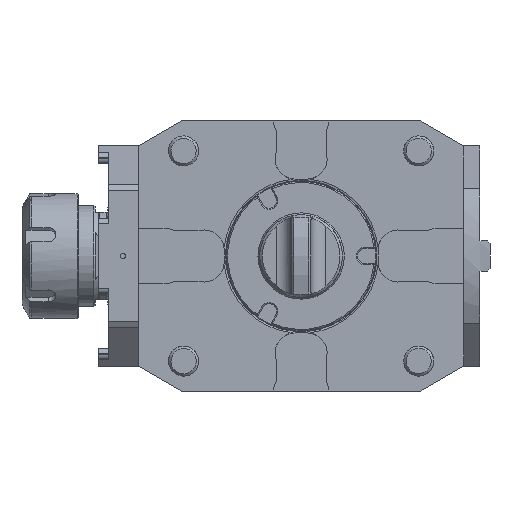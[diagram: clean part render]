
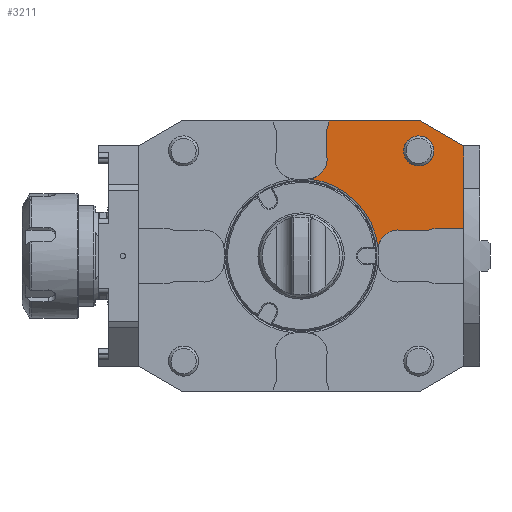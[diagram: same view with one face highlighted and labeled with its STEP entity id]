
A CAD part, front view. The second image highlights one B-rep face of the part: STEP entity #3211.
In plain terms, the highlighted planar face has unit normal (0, -1, 0).
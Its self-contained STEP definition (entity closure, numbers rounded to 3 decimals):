
#522 = PLANE ( 'NONE',  #16645 ) ;
#709 = ORIENTED_EDGE ( 'NONE', *, *, #28593, .F. ) ;
#974 = FACE_OUTER_BOUND ( 'NONE', #18588, .T. ) ;
#1265 = LINE ( 'NONE', #10763, #33036 ) ;
#1765 = ORIENTED_EDGE ( 'NONE', *, *, #7955, .F. ) ;
#1998 = CIRCLE ( 'NONE', #7027, 6. ) ;
#2041 = VERTEX_POINT ( 'NONE', #26861 ) ;
#2586 = CARTESIAN_POINT ( 'NONE',  ( 65., 43., 44. ) ) ;
#3040 = CIRCLE ( 'NONE', #28245, 8. ) ;
#3211 = ADVANCED_FACE ( 'Defeature completata1_17', ( #31536, #974 ), #522, .F. ) ;
#3253 = CIRCLE ( 'NONE', #28560, 8. ) ;
#3382 = ORIENTED_EDGE ( 'NONE', *, *, #44635, .T. ) ;
#3497 = EDGE_CURVE ( 'NONE', #42613, #40634, #4966, .T. ) ;
#4457 = AXIS2_PLACEMENT_3D ( 'NONE', #24262, #9962, #10857 ) ;
#4966 = LINE ( 'NONE', #5788, #13092 ) ;
#5408 = ORIENTED_EDGE ( 'NONE', *, *, #43908, .F. ) ;
#5634 = DIRECTION ( 'NONE',  ( 0., 0., 1. ) ) ;
#5729 = CARTESIAN_POINT ( 'NONE',  ( 3.166, 43., 30.787 ) ) ;
#5788 = CARTESIAN_POINT ( 'NONE',  ( 54., 43., 11. ) ) ;
#6887 = CARTESIAN_POINT ( 'NONE',  ( 134.603, 43., 3.815 ) ) ;
#7027 = AXIS2_PLACEMENT_3D ( 'NONE', #8685, #29503, #18444 ) ;
#7274 = CARTESIAN_POINT ( 'NONE',  ( 30.787, 43., 3.166 ) ) ;
#7319 = DIRECTION ( 'NONE',  ( 0., 0., 1. ) ) ;
#7955 = EDGE_CURVE ( 'NONE', #2041, #32663, #3253, .T. ) ;
#8315 = DIRECTION ( 'NONE',  ( 0., 0., -1. ) ) ;
#8685 = CARTESIAN_POINT ( 'NONE',  ( 47., 43., 42. ) ) ;
#8985 = CARTESIAN_POINT ( 'NONE',  ( 38.75, 43., 2.4 ) ) ;
#9047 = VERTEX_POINT ( 'NONE', #21164 ) ;
#9089 = VERTEX_POINT ( 'NONE', #14363 ) ;
#9962 = DIRECTION ( 'NONE',  ( 0., -1., 0. ) ) ;
#10256 = EDGE_CURVE ( 'NONE', #16370, #16370, #1998, .T. ) ;
#10763 = CARTESIAN_POINT ( 'NONE',  ( 65., 43., 54. ) ) ;
#10857 = DIRECTION ( 'NONE',  ( 0., 0., -1. ) ) ;
#11019 = VERTEX_POINT ( 'NONE', #5729 ) ;
#11835 = EDGE_CURVE ( 'NONE', #41767, #40634, #1265, .T. ) ;
#12135 = CARTESIAN_POINT ( 'NONE',  ( 10., 43., 50.127 ) ) ;
#12220 = CARTESIAN_POINT ( 'NONE',  ( 0., 43., 0. ) ) ;
#12697 = DIRECTION ( 'NONE',  ( 0., 1., 0. ) ) ;
#12938 = CARTESIAN_POINT ( 'NONE',  ( 50.127, 43., 10. ) ) ;
#13051 = ORIENTED_EDGE ( 'NONE', *, *, #3497, .T. ) ;
#13053 = CARTESIAN_POINT ( 'NONE',  ( 65., 43., 11. ) ) ;
#13092 = VECTOR ( 'NONE', #42261, 1000. ) ;
#13851 = CIRCLE ( 'NONE', #34088, 30.949 ) ;
#14363 = CARTESIAN_POINT ( 'NONE',  ( 47.679, 43., 54. ) ) ;
#16320 = DIRECTION ( 'NONE',  ( 0., 0., 1. ) ) ;
#16370 = VERTEX_POINT ( 'NONE', #23846 ) ;
#16533 = CARTESIAN_POINT ( 'NONE',  ( 3., 43., 54. ) ) ;
#16645 = AXIS2_PLACEMENT_3D ( 'NONE', #35138, #22699, #22026 ) ;
#17314 = LINE ( 'NONE', #30912, #29649 ) ;
#17992 = CARTESIAN_POINT ( 'NONE',  ( 54., 43., 11. ) ) ;
#18241 = ORIENTED_EDGE ( 'NONE', *, *, #10256, .T. ) ;
#18444 = DIRECTION ( 'NONE',  ( 0., 0., 1. ) ) ;
#18569 = DIRECTION ( 'NONE',  ( 0., 1., 0. ) ) ;
#18588 = EDGE_LOOP ( 'NONE', ( #24066, #3382, #709, #38572, #37926, #40632, #42132, #1765, #38484, #5408, #13051 ) ) ;
#20510 = DIRECTION ( 'NONE',  ( 1., 0., 0. ) ) ;
#21164 = CARTESIAN_POINT ( 'NONE',  ( 11., 43., 54. ) ) ;
#22026 = DIRECTION ( 'NONE',  ( 0., 0., 1. ) ) ;
#22590 = CIRCLE ( 'NONE', #4457, 8. ) ;
#22699 = DIRECTION ( 'NONE',  ( 0., 1., 0. ) ) ;
#23846 = CARTESIAN_POINT ( 'NONE',  ( 47., 43., 48. ) ) ;
#24009 = VECTOR ( 'NONE', #7319, 1000. ) ;
#24066 = ORIENTED_EDGE ( 'NONE', *, *, #11835, .F. ) ;
#24262 = CARTESIAN_POINT ( 'NONE',  ( 54., 43., 3. ) ) ;
#24983 = LINE ( 'NONE', #35598, #24009 ) ;
#25903 = EDGE_CURVE ( 'NONE', #9047, #31710, #37934, .T. ) ;
#26517 = DIRECTION ( 'NONE',  ( 0., 0., 1. ) ) ;
#26739 = DIRECTION ( 'NONE',  ( 0., 1., 0. ) ) ;
#26861 = CARTESIAN_POINT ( 'NONE',  ( 41.248, 43., 10. ) ) ;
#27080 = LINE ( 'NONE', #27303, #32940 ) ;
#27303 = CARTESIAN_POINT ( 'NONE',  ( -65., 43., 54. ) ) ;
#27958 = DIRECTION ( 'NONE',  ( -0.866, 0., 0.5 ) ) ;
#28245 = AXIS2_PLACEMENT_3D ( 'NONE', #33277, #12697, #26517 ) ;
#28560 = AXIS2_PLACEMENT_3D ( 'NONE', #8985, #39735, #8315 ) ;
#28593 = EDGE_CURVE ( 'NONE', #9047, #9089, #27080, .T. ) ;
#29503 = DIRECTION ( 'NONE',  ( 0., 1., 0. ) ) ;
#29515 = CARTESIAN_POINT ( 'NONE',  ( 10., 43., 41.248 ) ) ;
#29649 = VECTOR ( 'NONE', #20510, 1000. ) ;
#30912 = CARTESIAN_POINT ( 'NONE',  ( 41.248, 43., 10. ) ) ;
#31348 = LINE ( 'NONE', #6887, #43401 ) ;
#31536 = FACE_BOUND ( 'NONE', #40797, .T. ) ;
#31710 = VERTEX_POINT ( 'NONE', #12135 ) ;
#31837 = EDGE_CURVE ( 'NONE', #2041, #36213, #17314, .T. ) ;
#32663 = VERTEX_POINT ( 'NONE', #7274 ) ;
#32940 = VECTOR ( 'NONE', #33851, 1000. ) ;
#33036 = VECTOR ( 'NONE', #39233, 1000. ) ;
#33277 = CARTESIAN_POINT ( 'NONE',  ( 2.4, 43., 38.75 ) ) ;
#33851 = DIRECTION ( 'NONE',  ( 1., 0., 0. ) ) ;
#34088 = AXIS2_PLACEMENT_3D ( 'NONE', #12220, #18569, #5634 ) ;
#34117 = EDGE_CURVE ( 'NONE', #35710, #11019, #3040, .T. ) ;
#35138 = CARTESIAN_POINT ( 'NONE',  ( 132.4, 43., 0. ) ) ;
#35598 = CARTESIAN_POINT ( 'NONE',  ( 10., 43., 41.248 ) ) ;
#35710 = VERTEX_POINT ( 'NONE', #29515 ) ;
#36213 = VERTEX_POINT ( 'NONE', #12938 ) ;
#37926 = ORIENTED_EDGE ( 'NONE', *, *, #43718, .F. ) ;
#37934 = CIRCLE ( 'NONE', #43671, 8. ) ;
#38484 = ORIENTED_EDGE ( 'NONE', *, *, #31837, .T. ) ;
#38572 = ORIENTED_EDGE ( 'NONE', *, *, #25903, .T. ) ;
#39233 = DIRECTION ( 'NONE',  ( 0., 0., -1. ) ) ;
#39735 = DIRECTION ( 'NONE',  ( 0., -1., 0. ) ) ;
#40632 = ORIENTED_EDGE ( 'NONE', *, *, #34117, .T. ) ;
#40634 = VERTEX_POINT ( 'NONE', #13053 ) ;
#40797 = EDGE_LOOP ( 'NONE', ( #18241 ) ) ;
#41767 = VERTEX_POINT ( 'NONE', #2586 ) ;
#42132 = ORIENTED_EDGE ( 'NONE', *, *, #43297, .T. ) ;
#42261 = DIRECTION ( 'NONE',  ( 1., 0., 0. ) ) ;
#42613 = VERTEX_POINT ( 'NONE', #17992 ) ;
#43297 = EDGE_CURVE ( 'NONE', #11019, #32663, #13851, .T. ) ;
#43401 = VECTOR ( 'NONE', #27958, 1000. ) ;
#43671 = AXIS2_PLACEMENT_3D ( 'NONE', #16533, #26739, #16320 ) ;
#43718 = EDGE_CURVE ( 'NONE', #35710, #31710, #24983, .T. ) ;
#43908 = EDGE_CURVE ( 'NONE', #42613, #36213, #22590, .T. ) ;
#44635 = EDGE_CURVE ( 'NONE', #41767, #9089, #31348, .T. ) ;
